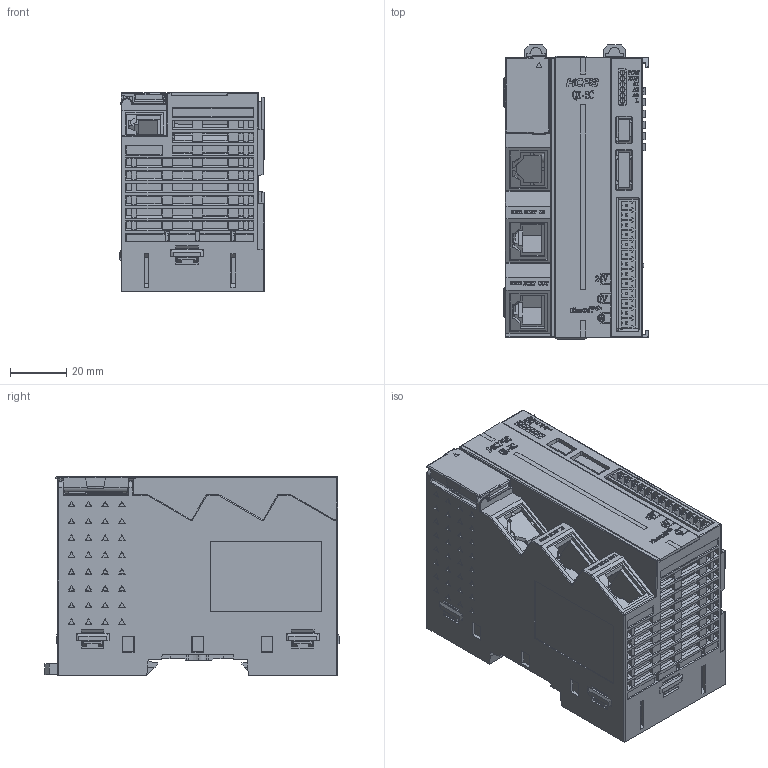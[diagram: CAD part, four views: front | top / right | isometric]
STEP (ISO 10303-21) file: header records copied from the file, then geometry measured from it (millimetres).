
FILE_DESCRIPTION((''),'2;1');
FILE_NAME('HCQX-EC01-D','2025-10-21T16:14:00',('HZC0000200'),(''),'CREO PARAMETRIC BY PTC INC, 2021063','CREO PARAMETRIC BY PTC INC, 2021063','');
FILE_SCHEMA(('CONFIG_CONTROL_DESIGN'));
Products named in the file (1): HCQX-EC01-D
Bounding box: 51.8 x 105 x 71.03 mm (x, y, z)
Volume: 220977.7 mm3; surface area: 99913.2 mm2
Topology: 17 solids, 32 shells, 8612 faces, 24575 edges, 16147 vertices
Faces by surface type: plane 7141, extrusion 664, cylinder 605, cone 89, sphere 51, bspline 50, torus 12
Entity records: 285785 total; most frequent: CARTESIAN_POINT 63806, ORIENTED_EDGE 49036, DIRECTION 40276, EDGE_CURVE 24522, VECTOR 21870, LINE 21206, VERTEX_POINT 16147, EDGE_LOOP 9215
